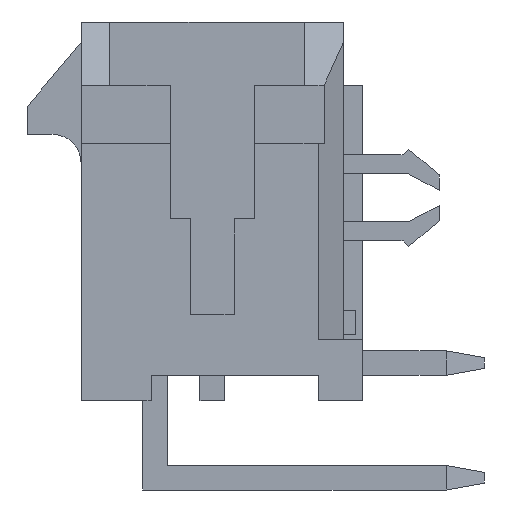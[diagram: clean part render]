
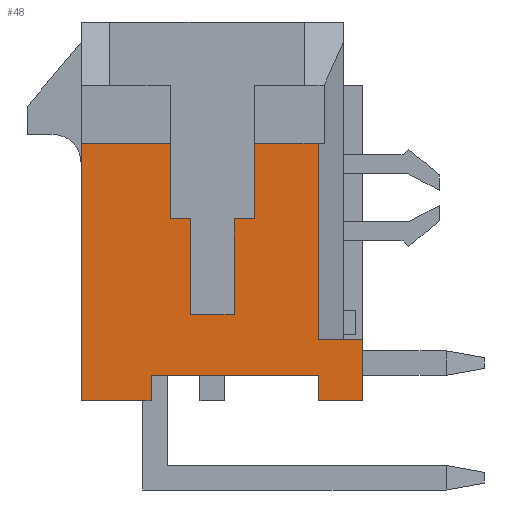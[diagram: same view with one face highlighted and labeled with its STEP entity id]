
A CAD part, left-side view. The second image highlights one B-rep face of the part: STEP entity #48.
In plain terms, the highlighted planar face has unit normal (-1, 0, 0).
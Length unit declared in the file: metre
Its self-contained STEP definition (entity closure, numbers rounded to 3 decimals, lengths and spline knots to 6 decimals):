
#48 = ADVANCED_FACE( '', ( #259 ), #260, .T. );
#259 = FACE_OUTER_BOUND( '', #683, .T. );
#260 = PLANE( '', #684 );
#683 = EDGE_LOOP( '', ( #1117, #1118, #1119, #1120, #1121, #1122, #1123, #1124, #1125, #1126, #1127, #1128, #1129, #1130, #1131, #1132, #1133, #1134 ) );
#684 = AXIS2_PLACEMENT_3D( '', #1135, #1136, #1137 );
#1117 = ORIENTED_EDGE( '', *, *, #2827, .T. );
#1118 = ORIENTED_EDGE( '', *, *, #2828, .T. );
#1119 = ORIENTED_EDGE( '', *, *, #2829, .T. );
#1120 = ORIENTED_EDGE( '', *, *, #2830, .T. );
#1121 = ORIENTED_EDGE( '', *, *, #2831, .T. );
#1122 = ORIENTED_EDGE( '', *, *, #2832, .F. );
#1123 = ORIENTED_EDGE( '', *, *, #2833, .T. );
#1124 = ORIENTED_EDGE( '', *, *, #2834, .T. );
#1125 = ORIENTED_EDGE( '', *, *, #2835, .T. );
#1126 = ORIENTED_EDGE( '', *, *, #2836, .T. );
#1127 = ORIENTED_EDGE( '', *, *, #2837, .T. );
#1128 = ORIENTED_EDGE( '', *, *, #2838, .T. );
#1129 = ORIENTED_EDGE( '', *, *, #2839, .T. );
#1130 = ORIENTED_EDGE( '', *, *, #2840, .T. );
#1131 = ORIENTED_EDGE( '', *, *, #2824, .T. );
#1132 = ORIENTED_EDGE( '', *, *, #2841, .F. );
#1133 = ORIENTED_EDGE( '', *, *, #2842, .T. );
#1134 = ORIENTED_EDGE( '', *, *, #2843, .T. );
#1135 = CARTESIAN_POINT( '', ( -0.003625, 0., 0. ) );
#1136 = DIRECTION( '', ( -1., 0., 0. ) );
#1137 = DIRECTION( '', ( 0., 0., 1. ) );
#2824 = EDGE_CURVE( '', #3376, #3374, #3377, .T. );
#2827 = EDGE_CURVE( '', #3381, #3382, #3383, .T. );
#2828 = EDGE_CURVE( '', #3382, #3384, #3385, .T. );
#2829 = EDGE_CURVE( '', #3384, #3386, #3387, .T. );
#2830 = EDGE_CURVE( '', #3386, #3388, #3389, .T. );
#2831 = EDGE_CURVE( '', #3388, #3390, #3391, .T. );
#2832 = EDGE_CURVE( '', #3392, #3390, #3393, .T. );
#2833 = EDGE_CURVE( '', #3392, #3394, #3395, .T. );
#2834 = EDGE_CURVE( '', #3394, #3396, #3397, .T. );
#2835 = EDGE_CURVE( '', #3396, #3398, #3399, .T. );
#2836 = EDGE_CURVE( '', #3398, #3400, #3401, .T. );
#2837 = EDGE_CURVE( '', #3400, #3402, #3403, .T. );
#2838 = EDGE_CURVE( '', #3402, #3404, #3405, .T. );
#2839 = EDGE_CURVE( '', #3404, #3406, #3407, .T. );
#2840 = EDGE_CURVE( '', #3406, #3376, #3408, .T. );
#2841 = EDGE_CURVE( '', #3409, #3374, #3410, .T. );
#2842 = EDGE_CURVE( '', #3409, #3411, #3412, .T. );
#2843 = EDGE_CURVE( '', #3411, #3381, #3413, .T. );
#3374 = VERTEX_POINT( '', #4272 );
#3376 = VERTEX_POINT( '', #4275 );
#3377 = LINE( '', #4276, #4277 );
#3381 = VERTEX_POINT( '', #4283 );
#3382 = VERTEX_POINT( '', #4284 );
#3383 = LINE( '', #4285, #4286 );
#3384 = VERTEX_POINT( '', #4287 );
#3385 = LINE( '', #4288, #4289 );
#3386 = VERTEX_POINT( '', #4290 );
#3387 = LINE( '', #4291, #4292 );
#3388 = VERTEX_POINT( '', #4293 );
#3389 = LINE( '', #4294, #4295 );
#3390 = VERTEX_POINT( '', #4296 );
#3391 = LINE( '', #4297, #4298 );
#3392 = VERTEX_POINT( '', #4299 );
#3393 = LINE( '', #4300, #4301 );
#3394 = VERTEX_POINT( '', #4302 );
#3395 = LINE( '', #4303, #4304 );
#3396 = VERTEX_POINT( '', #4305 );
#3397 = LINE( '', #4306, #4307 );
#3398 = VERTEX_POINT( '', #4308 );
#3399 = LINE( '', #4309, #4310 );
#3400 = VERTEX_POINT( '', #4311 );
#3401 = LINE( '', #4312, #4313 );
#3402 = VERTEX_POINT( '', #4314 );
#3403 = LINE( '', #4315, #4316 );
#3404 = VERTEX_POINT( '', #4317 );
#3405 = LINE( '', #4318, #4319 );
#3406 = VERTEX_POINT( '', #4320 );
#3407 = LINE( '', #4321, #4322 );
#3408 = LINE( '', #4323, #4324 );
#3409 = VERTEX_POINT( '', #4325 );
#3410 = LINE( '', #4326, #4327 );
#3411 = VERTEX_POINT( '', #4328 );
#3412 = LINE( '', #4329, #4330 );
#3413 = LINE( '', #4331, #4332 );
#4272 = CARTESIAN_POINT( '', ( -0.003625, -0.002772, -0.003355 ) );
#4275 = CARTESIAN_POINT( '', ( -0.003625, -0.00394, -0.003355 ) );
#4276 = CARTESIAN_POINT( '', ( -0.003625, -0.00394, -0.003355 ) );
#4277 = VECTOR( '', #5698, 1. );
#4283 = CARTESIAN_POINT( '', ( -0.003625, -0.0011, -0.000195 ) );
#4284 = CARTESIAN_POINT( '', ( -0.003625, -0.000575, -0.000195 ) );
#4285 = CARTESIAN_POINT( '', ( -0.003625, -0.0011, -0.000195 ) );
#4286 = VECTOR( '', #5701, 1. );
#4287 = CARTESIAN_POINT( '', ( -0.003625, -0.000575, -0.002695 ) );
#4288 = CARTESIAN_POINT( '', ( -0.003625, -0.000575, -0.000195 ) );
#4289 = VECTOR( '', #5702, 1. );
#4290 = CARTESIAN_POINT( '', ( -0.003625, 0.000575, -0.002695 ) );
#4291 = CARTESIAN_POINT( '', ( -0.003625, -0.000575, -0.002695 ) );
#4292 = VECTOR( '', #5703, 1. );
#4293 = CARTESIAN_POINT( '', ( -0.003625, 0.000575, -0.000195 ) );
#4294 = CARTESIAN_POINT( '', ( -0.003625, 0.000575, -0.002695 ) );
#4295 = VECTOR( '', #5704, 1. );
#4296 = CARTESIAN_POINT( '', ( -0.003625, 0.0011, -0.000195 ) );
#4297 = CARTESIAN_POINT( '', ( -0.003625, 0.000575, -0.000195 ) );
#4298 = VECTOR( '', #5705, 1. );
#4299 = CARTESIAN_POINT( '', ( -0.003625, 0.0011, 0.001785 ) );
#4300 = CARTESIAN_POINT( '', ( -0.003625, 0.0011, 0.001785 ) );
#4301 = VECTOR( '', #5706, 1. );
#4302 = CARTESIAN_POINT( '', ( -0.003625, 0.00343, 0.001785 ) );
#4303 = CARTESIAN_POINT( '', ( -0.003625, 0.0011, 0.001785 ) );
#4304 = VECTOR( '', #5707, 1. );
#4305 = CARTESIAN_POINT( '', ( -0.003625, 0.00343, -0.004955 ) );
#4306 = CARTESIAN_POINT( '', ( -0.003625, 0.00343, 0.001785 ) );
#4307 = VECTOR( '', #5708, 1. );
#4308 = CARTESIAN_POINT( '', ( -0.003625, 0.0016, -0.004955 ) );
#4309 = CARTESIAN_POINT( '', ( -0.003625, 0.00343, -0.004955 ) );
#4310 = VECTOR( '', #5709, 1. );
#4311 = CARTESIAN_POINT( '', ( -0.003625, 0.0016, -0.004285 ) );
#4312 = CARTESIAN_POINT( '', ( -0.003625, 0.0016, -0.004955 ) );
#4313 = VECTOR( '', #5710, 1. );
#4314 = CARTESIAN_POINT( '', ( -0.003625, -0.00278, -0.004285 ) );
#4315 = CARTESIAN_POINT( '', ( -0.003625, 0.0016, -0.004285 ) );
#4316 = VECTOR( '', #5711, 1. );
#4317 = CARTESIAN_POINT( '', ( -0.003625, -0.00278, -0.004955 ) );
#4318 = CARTESIAN_POINT( '', ( -0.003625, -0.00278, -0.004285 ) );
#4319 = VECTOR( '', #5712, 1. );
#4320 = CARTESIAN_POINT( '', ( -0.003625, -0.00394, -0.004955 ) );
#4321 = CARTESIAN_POINT( '', ( -0.003625, -0.00278, -0.004955 ) );
#4322 = VECTOR( '', #5713, 1. );
#4323 = CARTESIAN_POINT( '', ( -0.003625, -0.00394, -0.004955 ) );
#4324 = VECTOR( '', #5714, 1. );
#4325 = CARTESIAN_POINT( '', ( -0.003625, -0.002772, 0.001785 ) );
#4326 = CARTESIAN_POINT( '', ( -0.003625, -0.002772, 0.001785 ) );
#4327 = VECTOR( '', #5715, 1. );
#4328 = CARTESIAN_POINT( '', ( -0.003625, -0.0011, 0.001785 ) );
#4329 = CARTESIAN_POINT( '', ( -0.003625, -0.002772, 0.001785 ) );
#4330 = VECTOR( '', #5716, 1. );
#4331 = CARTESIAN_POINT( '', ( -0.003625, -0.0011, 0.001785 ) );
#4332 = VECTOR( '', #5717, 1. );
#5698 = DIRECTION( '', ( 0., 1., 0. ) );
#5701 = DIRECTION( '', ( 0., 1., 0. ) );
#5702 = DIRECTION( '', ( 0., 0., -1. ) );
#5703 = DIRECTION( '', ( 0., 1., 0. ) );
#5704 = DIRECTION( '', ( 0., 0., 1. ) );
#5705 = DIRECTION( '', ( 0., 1., 0. ) );
#5706 = DIRECTION( '', ( 0., 0., -1. ) );
#5707 = DIRECTION( '', ( 0., 1., 0. ) );
#5708 = DIRECTION( '', ( 0., 0., -1. ) );
#5709 = DIRECTION( '', ( 0., -1., 0. ) );
#5710 = DIRECTION( '', ( 0., 0., 1. ) );
#5711 = DIRECTION( '', ( 0., -1., 0. ) );
#5712 = DIRECTION( '', ( 0., 0., -1. ) );
#5713 = DIRECTION( '', ( 0., -1., 0. ) );
#5714 = DIRECTION( '', ( 0., 0., 1. ) );
#5715 = DIRECTION( '', ( 0., 0., -1. ) );
#5716 = DIRECTION( '', ( 0., 1., 0. ) );
#5717 = DIRECTION( '', ( 0., 0., -1. ) );
